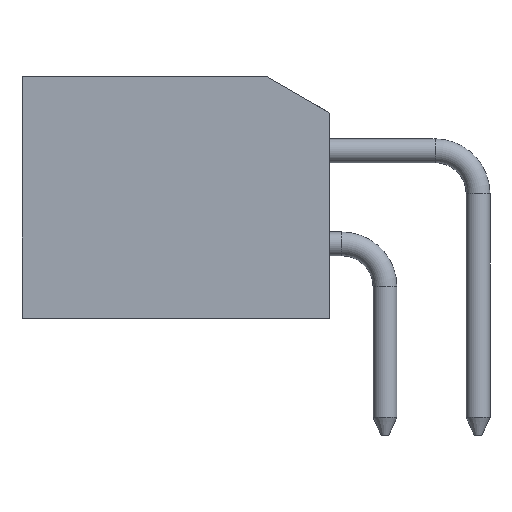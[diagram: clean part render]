
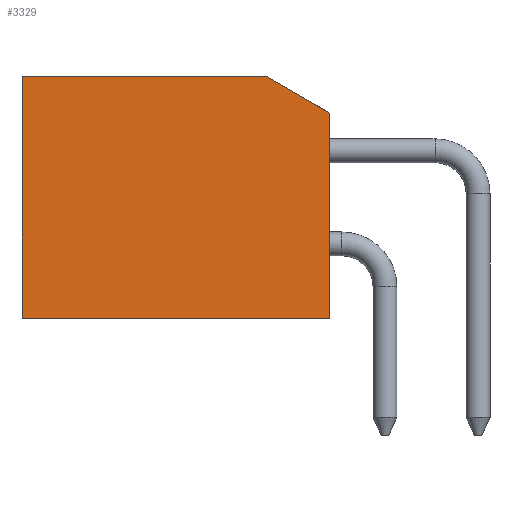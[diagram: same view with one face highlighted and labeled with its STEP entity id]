
A CAD part, left-side view. The second image highlights one B-rep face of the part: STEP entity #3329.
In plain terms, the highlighted planar face has unit normal (-1, 0, 0).
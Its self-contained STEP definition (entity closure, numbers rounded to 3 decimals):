
#9=DIRECTION('',(0.,0.,1.));
#10=VECTOR('',#9,5.6);
#11=CARTESIAN_POINT('',(-5.25,0.,-3.3));
#12=LINE('',#11,#10);
#257=DIRECTION('',(0.,1.,0.));
#258=VECTOR('',#257,6.668);
#259=CARTESIAN_POINT('',(-5.25,1.732,3.3));
#260=LINE('',#259,#258);
#345=DIRECTION('',(0.,0.,1.));
#346=VECTOR('',#345,6.6);
#347=CARTESIAN_POINT('',(-5.25,8.4,-3.3));
#348=LINE('',#347,#346);
#941=DIRECTION('',(0.,0.866,0.5));
#942=VECTOR('',#941,2.);
#943=CARTESIAN_POINT('',(-5.25,0.,2.3));
#944=LINE('',#943,#942);
#945=DIRECTION('',(0.,1.,0.));
#946=VECTOR('',#945,8.4);
#947=CARTESIAN_POINT('',(-5.25,0.,-3.3));
#948=LINE('',#947,#946);
#1657=CARTESIAN_POINT('',(-5.25,8.4,-3.3));
#1658=CARTESIAN_POINT('',(-5.25,8.4,3.3));
#1659=VERTEX_POINT('',#1657);
#1660=VERTEX_POINT('',#1658);
#1665=CARTESIAN_POINT('',(-5.25,0.,-3.3));
#1666=VERTEX_POINT('',#1665);
#1681=CARTESIAN_POINT('',(-5.25,0.,2.3));
#1682=CARTESIAN_POINT('',(-5.25,1.732,3.3));
#1683=VERTEX_POINT('',#1681);
#1684=VERTEX_POINT('',#1682);
#3317=CARTESIAN_POINT('',(-5.25,0.,-3.3));
#3318=DIRECTION('',(-1.,0.,0.));
#3319=DIRECTION('',(0.,0.,1.));
#3320=AXIS2_PLACEMENT_3D('',#3317,#3318,#3319);
#3321=PLANE('',#3320);
#3322=ORIENTED_EDGE('',*,*,#2165,.F.);
#3323=ORIENTED_EDGE('',*,*,#2074,.F.);
#3324=ORIENTED_EDGE('',*,*,#2249,.T.);
#3325=ORIENTED_EDGE('',*,*,#2435,.T.);
#3326=ORIENTED_EDGE('',*,*,#2305,.F.);
#3327=EDGE_LOOP('',(#3322,#3323,#3324,#3325,#3326));
#3328=FACE_OUTER_BOUND('',#3327,.F.);
#2074=EDGE_CURVE('',#1666,#1683,#12,.T.);
#2165=EDGE_CURVE('',#1683,#1684,#944,.T.);
#2249=EDGE_CURVE('',#1666,#1659,#948,.T.);
#2305=EDGE_CURVE('',#1684,#1660,#260,.T.);
#2435=EDGE_CURVE('',#1659,#1660,#348,.T.);
#3329=ADVANCED_FACE('',(#3328),#3321,.T.);
